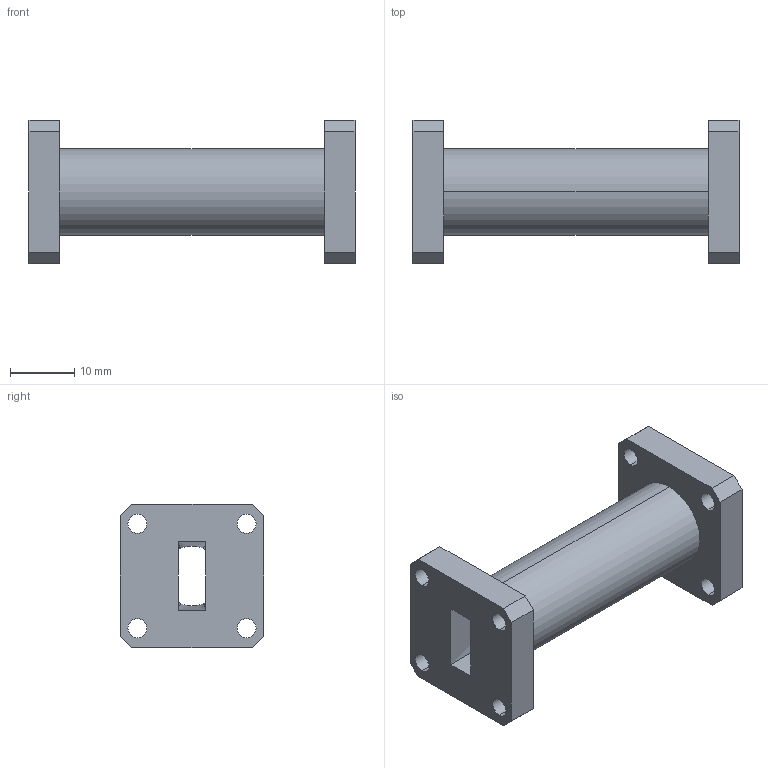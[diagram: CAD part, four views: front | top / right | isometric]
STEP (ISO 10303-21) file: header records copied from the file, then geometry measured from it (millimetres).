
FILE_DESCRIPTION (( 'STEP AP203' ), '1' );
FILE_NAME ('DMWT-42-405-C.STEP', '2017-06-23T00:09:32', ( '' ), ( '' ), 'SwSTEP 2.0', 'SolidWorks 2013', '' );
FILE_SCHEMA (( 'CONFIG_CONTROL_DESIGN' ));
Length unit declared in the file: inch
Products named in the file (1): DMWT-42-405-C
Bounding box: 50.8 x 22.35 x 22.35 mm (x, y, z)
Volume: 7438.2 mm3; surface area: 5847.3 mm2
Topology: 1 solids, 1 shells, 42 faces, 114 edges, 76 vertices
Faces by surface type: plane 20, cylinder 18, bspline 4
Entity records: 1533 total; most frequent: CARTESIAN_POINT 325, DIRECTION 232, ORIENTED_EDGE 228, EDGE_CURVE 114, AXIS2_PLACEMENT_3D 79, VERTEX_POINT 76, LINE 74, VECTOR 74
